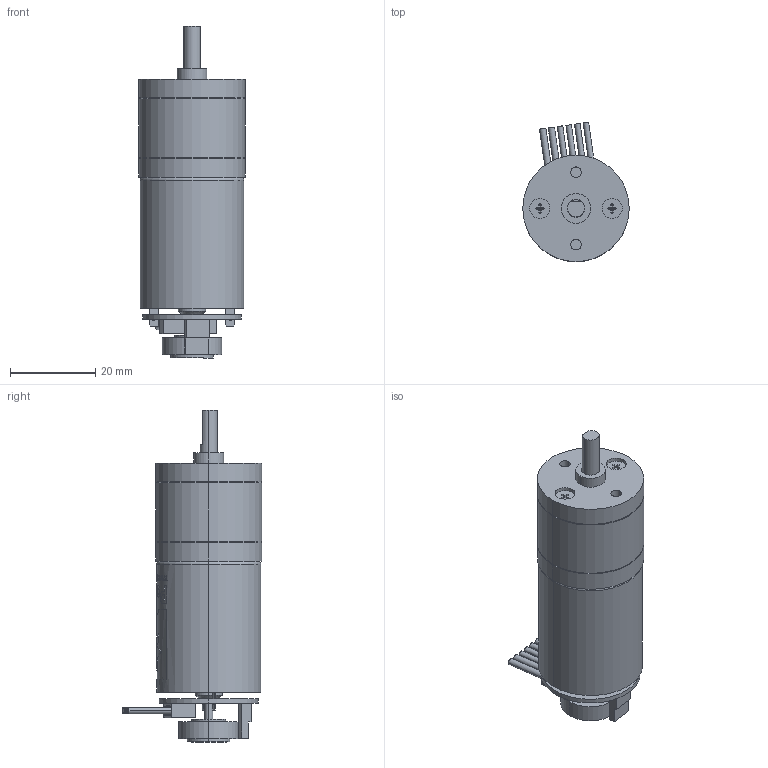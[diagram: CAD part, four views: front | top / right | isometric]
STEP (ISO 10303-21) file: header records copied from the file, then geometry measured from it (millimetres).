
FILE_DESCRIPTION (( 'STEP AP214' ), '1' );
FILE_NAME ('25d-gearmotor-99-encoder-with-logo.step', '2016-01-18T21:17:59', ( '' ), ( '' ), 'SwSTEP 2.0', 'SolidWorks 2015', '' );
FILE_SCHEMA (( 'AUTOMOTIVE_DESIGN' ));
Length unit declared in the file: millimetre
Products named in the file (1): 25d-gearmotor-99-encoder-with-logo
Bounding box: 25 x 32.85 x 78 mm (x, y, z)
Volume: 26988.7 mm3; surface area: 7874.8 mm2
Topology: 1 solids, 1 shells, 499 faces, 1232 edges, 796 vertices
Faces by surface type: plane 280, bspline 123, cylinder 84, cone 10, torus 2
Entity records: 29977 total; most frequent: CARTESIAN_POINT 13704, ORIENTED_EDGE 2464, DIRECTION 1811, EDGE_CURVE 1232, VERTEX_POINT 796, AXIS2_PLACEMENT_3D 613, VECTOR 585, LINE 585
